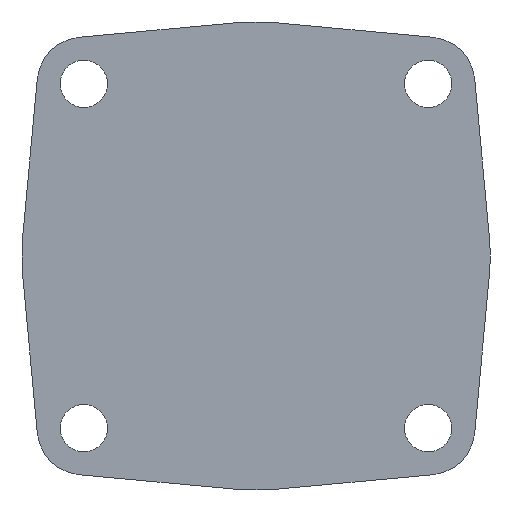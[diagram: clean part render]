
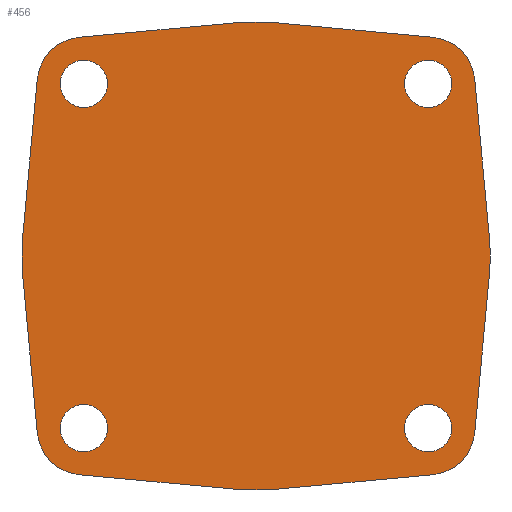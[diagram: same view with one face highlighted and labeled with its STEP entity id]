
A CAD part, left-side view. The second image highlights one B-rep face of the part: STEP entity #456.
In plain terms, the highlighted planar face has unit normal (-1, 0, 0).
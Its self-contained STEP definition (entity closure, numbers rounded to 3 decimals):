
#18=FACE_BOUND('',#80,.T.);
#19=FACE_BOUND('',#81,.T.);
#20=FACE_BOUND('',#82,.T.);
#21=FACE_BOUND('',#83,.T.);
#31=PLANE('',#516);
#53=FACE_OUTER_BOUND('',#79,.T.);
#79=EDGE_LOOP('',(#380,#381,#382,#383,#384,#385,#386,#387,#388,#389,#390,
#391,#392,#393,#394,#395));
#80=EDGE_LOOP('',(#396));
#81=EDGE_LOOP('',(#397));
#82=EDGE_LOOP('',(#398));
#83=EDGE_LOOP('',(#399));
#95=LINE('',#701,#131);
#98=LINE('',#709,#134);
#101=LINE('',#717,#137);
#104=LINE('',#725,#140);
#107=LINE('',#733,#143);
#110=LINE('',#741,#146);
#113=LINE('',#749,#149);
#116=LINE('',#756,#152);
#131=VECTOR('',#566,1000.);
#134=VECTOR('',#575,1000.);
#137=VECTOR('',#584,1000.);
#140=VECTOR('',#593,1000.);
#143=VECTOR('',#602,1000.);
#146=VECTOR('',#611,1000.);
#149=VECTOR('',#620,1000.);
#152=VECTOR('',#629,1000.);
#156=CIRCLE('',#472,10.);
#169=CIRCLE('',#487,5.05);
#170=CIRCLE('',#490,50.);
#171=CIRCLE('',#493,10.);
#172=CIRCLE('',#496,50.);
#173=CIRCLE('',#499,10.);
#174=CIRCLE('',#502,50.);
#175=CIRCLE('',#505,10.);
#176=CIRCLE('',#508,50.);
#177=CIRCLE('',#511,5.05);
#178=CIRCLE('',#513,5.05);
#179=CIRCLE('',#515,5.05);
#180=VERTEX_POINT('',#649);
#181=VERTEX_POINT('',#650);
#202=VERTEX_POINT('',#696);
#203=VERTEX_POINT('',#700);
#204=VERTEX_POINT('',#704);
#205=VERTEX_POINT('',#708);
#206=VERTEX_POINT('',#712);
#207=VERTEX_POINT('',#716);
#208=VERTEX_POINT('',#720);
#209=VERTEX_POINT('',#724);
#210=VERTEX_POINT('',#728);
#211=VERTEX_POINT('',#732);
#212=VERTEX_POINT('',#736);
#213=VERTEX_POINT('',#740);
#214=VERTEX_POINT('',#744);
#215=VERTEX_POINT('',#748);
#216=VERTEX_POINT('',#752);
#217=VERTEX_POINT('',#758);
#218=VERTEX_POINT('',#762);
#219=VERTEX_POINT('',#766);
#220=EDGE_CURVE('',#180,#181,#156,.T.);
#243=EDGE_CURVE('',#202,#202,#169,.T.);
#245=EDGE_CURVE('',#181,#203,#95,.T.);
#247=EDGE_CURVE('',#203,#204,#170,.T.);
#249=EDGE_CURVE('',#204,#205,#98,.T.);
#251=EDGE_CURVE('',#205,#206,#171,.T.);
#253=EDGE_CURVE('',#206,#207,#101,.T.);
#255=EDGE_CURVE('',#207,#208,#172,.T.);
#257=EDGE_CURVE('',#208,#209,#104,.T.);
#259=EDGE_CURVE('',#209,#210,#173,.T.);
#261=EDGE_CURVE('',#210,#211,#107,.T.);
#263=EDGE_CURVE('',#211,#212,#174,.T.);
#265=EDGE_CURVE('',#212,#213,#110,.T.);
#267=EDGE_CURVE('',#213,#214,#175,.T.);
#269=EDGE_CURVE('',#214,#215,#113,.T.);
#271=EDGE_CURVE('',#215,#216,#176,.T.);
#273=EDGE_CURVE('',#216,#180,#116,.T.);
#274=EDGE_CURVE('',#217,#217,#177,.T.);
#276=EDGE_CURVE('',#218,#218,#178,.T.);
#278=EDGE_CURVE('',#219,#219,#179,.T.);
#380=ORIENTED_EDGE('',*,*,#245,.F.);
#381=ORIENTED_EDGE('',*,*,#220,.F.);
#382=ORIENTED_EDGE('',*,*,#273,.F.);
#383=ORIENTED_EDGE('',*,*,#271,.F.);
#384=ORIENTED_EDGE('',*,*,#269,.F.);
#385=ORIENTED_EDGE('',*,*,#267,.F.);
#386=ORIENTED_EDGE('',*,*,#265,.F.);
#387=ORIENTED_EDGE('',*,*,#263,.F.);
#388=ORIENTED_EDGE('',*,*,#261,.F.);
#389=ORIENTED_EDGE('',*,*,#259,.F.);
#390=ORIENTED_EDGE('',*,*,#257,.F.);
#391=ORIENTED_EDGE('',*,*,#255,.F.);
#392=ORIENTED_EDGE('',*,*,#253,.F.);
#393=ORIENTED_EDGE('',*,*,#251,.F.);
#394=ORIENTED_EDGE('',*,*,#249,.F.);
#395=ORIENTED_EDGE('',*,*,#247,.F.);
#396=ORIENTED_EDGE('',*,*,#243,.T.);
#397=ORIENTED_EDGE('',*,*,#278,.T.);
#398=ORIENTED_EDGE('',*,*,#276,.T.);
#399=ORIENTED_EDGE('',*,*,#274,.T.);
#456=ADVANCED_FACE('',(#53,#18,#19,#20,#21),#31,.F.);
#472=AXIS2_PLACEMENT_3D('',#651,#521,#522);
#487=AXIS2_PLACEMENT_3D('',#697,#561,#562);
#490=AXIS2_PLACEMENT_3D('',#705,#570,#571);
#493=AXIS2_PLACEMENT_3D('',#713,#579,#580);
#496=AXIS2_PLACEMENT_3D('',#721,#588,#589);
#499=AXIS2_PLACEMENT_3D('',#729,#597,#598);
#502=AXIS2_PLACEMENT_3D('',#737,#606,#607);
#505=AXIS2_PLACEMENT_3D('',#745,#615,#616);
#508=AXIS2_PLACEMENT_3D('',#753,#624,#625);
#511=AXIS2_PLACEMENT_3D('',#759,#632,#633);
#513=AXIS2_PLACEMENT_3D('',#763,#637,#638);
#515=AXIS2_PLACEMENT_3D('',#767,#642,#643);
#516=AXIS2_PLACEMENT_3D('',#769,#645,#646);
#521=DIRECTION('center_axis',(1.,0.,0.));
#522=DIRECTION('ref_axis',(0.,0.,-1.));
#561=DIRECTION('center_axis',(1.,0.,0.));
#562=DIRECTION('ref_axis',(0.,0.,-1.));
#566=DIRECTION('',(0.,-0.996,0.092));
#570=DIRECTION('center_axis',(1.,0.,0.));
#571=DIRECTION('ref_axis',(0.,0.,-1.));
#575=DIRECTION('',(0.,-0.996,-0.092));
#579=DIRECTION('center_axis',(1.,0.,0.));
#580=DIRECTION('ref_axis',(0.,0.,-1.));
#584=DIRECTION('',(0.,-0.092,-0.996));
#588=DIRECTION('center_axis',(1.,0.,0.));
#589=DIRECTION('ref_axis',(0.,0.,-1.));
#593=DIRECTION('',(0.,0.092,-0.996));
#597=DIRECTION('center_axis',(1.,0.,0.));
#598=DIRECTION('ref_axis',(0.,0.,-1.));
#602=DIRECTION('',(0.,0.996,-0.092));
#606=DIRECTION('center_axis',(1.,0.,0.));
#607=DIRECTION('ref_axis',(0.,0.,-1.));
#611=DIRECTION('',(0.,0.996,0.092));
#615=DIRECTION('center_axis',(1.,0.,0.));
#616=DIRECTION('ref_axis',(0.,0.,-1.));
#620=DIRECTION('',(0.,0.092,0.996));
#624=DIRECTION('center_axis',(1.,0.,0.));
#625=DIRECTION('ref_axis',(0.,0.,-1.));
#629=DIRECTION('',(0.,-0.092,0.996));
#632=DIRECTION('center_axis',(1.,0.,0.));
#633=DIRECTION('ref_axis',(0.,0.,-1.));
#637=DIRECTION('center_axis',(1.,0.,0.));
#638=DIRECTION('ref_axis',(0.,0.,-1.));
#642=DIRECTION('center_axis',(1.,0.,0.));
#643=DIRECTION('ref_axis',(0.,0.,-1.));
#645=DIRECTION('center_axis',(1.,0.,0.));
#646=DIRECTION('ref_axis',(0.,0.,-1.));
#649=CARTESIAN_POINT('',(0.,46.727,37.691));
#650=CARTESIAN_POINT('',(0.,37.691,46.727));
#651=CARTESIAN_POINT('Origin',(0.,36.77,36.77));
#696=CARTESIAN_POINT('',(0.,-36.77,31.72));
#697=CARTESIAN_POINT('Origin',(0.,-36.77,36.77));
#700=CARTESIAN_POINT('',(0.,4.605,49.787));
#701=CARTESIAN_POINT('',(0.,37.691,46.727));
#704=CARTESIAN_POINT('',(0.,-4.605,49.787));
#705=CARTESIAN_POINT('Origin',(0.,0.,0.));
#708=CARTESIAN_POINT('',(0.,-37.691,46.727));
#709=CARTESIAN_POINT('',(0.,-4.605,49.787));
#712=CARTESIAN_POINT('',(0.,-46.727,37.691));
#713=CARTESIAN_POINT('Origin',(0.,-36.77,36.77));
#716=CARTESIAN_POINT('',(0.,-49.787,4.605));
#717=CARTESIAN_POINT('',(0.,-46.727,37.691));
#720=CARTESIAN_POINT('',(0.,-49.787,-4.605));
#721=CARTESIAN_POINT('Origin',(0.,0.,0.));
#724=CARTESIAN_POINT('',(0.,-46.727,-37.691));
#725=CARTESIAN_POINT('',(0.,-49.787,-4.605));
#728=CARTESIAN_POINT('',(0.,-37.691,-46.727));
#729=CARTESIAN_POINT('Origin',(0.,-36.77,-36.77));
#732=CARTESIAN_POINT('',(0.,-4.605,-49.787));
#733=CARTESIAN_POINT('',(0.,-37.691,-46.727));
#736=CARTESIAN_POINT('',(0.,4.605,-49.787));
#737=CARTESIAN_POINT('Origin',(0.,0.,0.));
#740=CARTESIAN_POINT('',(0.,37.691,-46.727));
#741=CARTESIAN_POINT('',(0.,4.605,-49.787));
#744=CARTESIAN_POINT('',(0.,46.727,-37.691));
#745=CARTESIAN_POINT('Origin',(0.,36.77,-36.77));
#748=CARTESIAN_POINT('',(0.,49.787,-4.605));
#749=CARTESIAN_POINT('',(0.,46.727,-37.691));
#752=CARTESIAN_POINT('',(0.,49.787,4.605));
#753=CARTESIAN_POINT('Origin',(0.,0.,0.));
#756=CARTESIAN_POINT('',(0.,49.787,4.605));
#758=CARTESIAN_POINT('',(0.,36.77,-41.82));
#759=CARTESIAN_POINT('Origin',(0.,36.77,-36.77));
#762=CARTESIAN_POINT('',(0.,-36.77,-41.82));
#763=CARTESIAN_POINT('Origin',(0.,-36.77,-36.77));
#766=CARTESIAN_POINT('',(0.,36.77,31.72));
#767=CARTESIAN_POINT('Origin',(0.,36.77,36.77));
#769=CARTESIAN_POINT('Origin',(0.,0.,0.));
